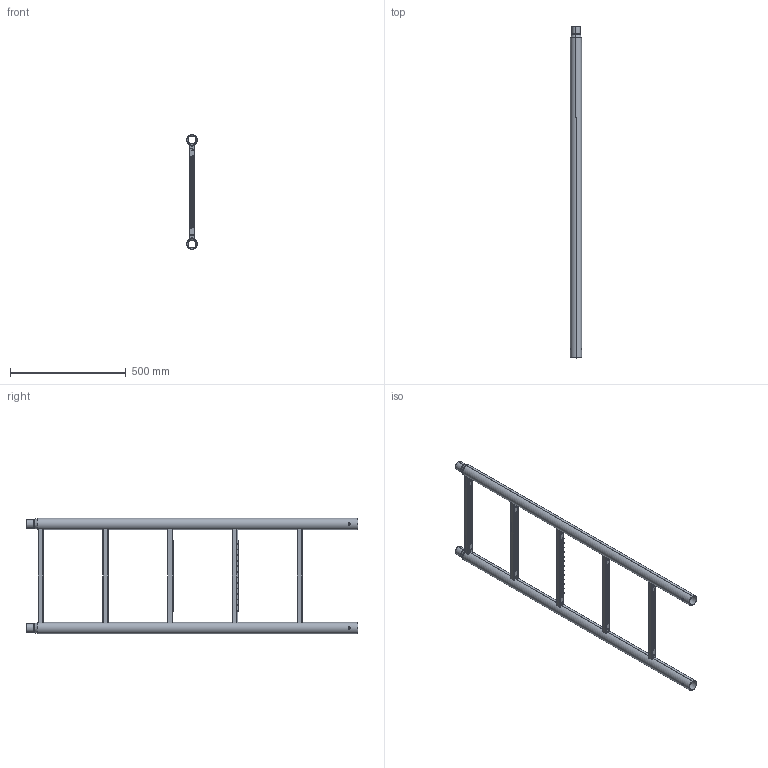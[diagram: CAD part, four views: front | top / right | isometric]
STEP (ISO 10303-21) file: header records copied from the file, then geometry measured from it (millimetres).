
FILE_DESCRIPTION (( 'STEP AP203' ), '1' );
FILE_NAME ('9294000005.STEP', '2024-04-24T06:11:41', ( '' ), ( '' ), 'SwSTEP 2.0', 'SolidWorks 2022', '' );
FILE_SCHEMA (( 'CONFIG_CONTROL_DESIGN' ));
Length unit declared in the file: metre
Products named in the file (1): 9294000005
Bounding box: 48.3 x 1435 x 498.3 mm (x, y, z)
Volume: 1083727.7 mm3; surface area: 1105883.5 mm2
Topology: 7 solids, 7 shells, 2369 faces, 6606 edges, 4036 vertices
Faces by surface type: cone 788, plane 539, torus 528, cylinder 469, bspline 45
Entity records: 83731 total; most frequent: CARTESIAN_POINT 19725, DIRECTION 14748, ORIENTED_EDGE 13212, EDGE_CURVE 6606, AXIS2_PLACEMENT_3D 6103, VERTEX_POINT 4036, CIRCLE 3778, EDGE_LOOP 2686
